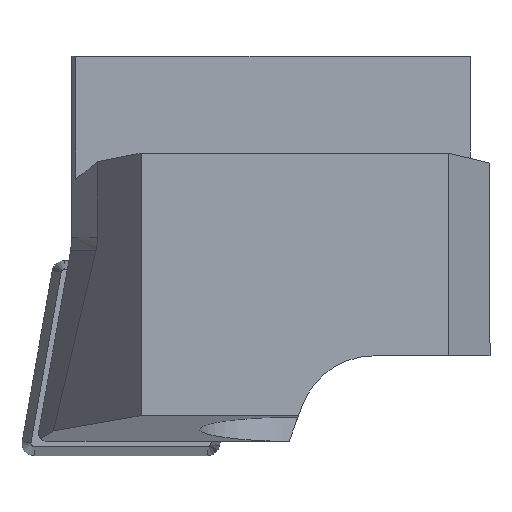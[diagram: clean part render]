
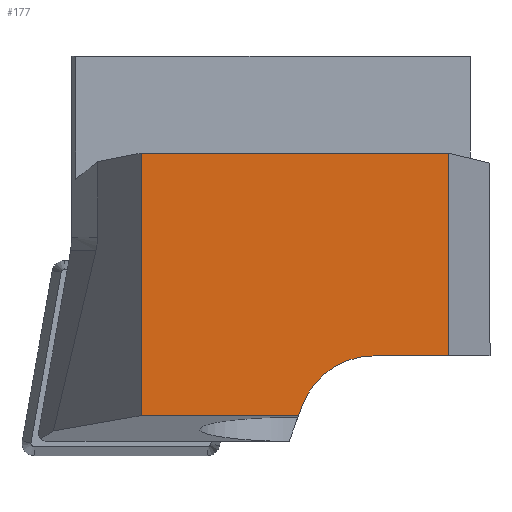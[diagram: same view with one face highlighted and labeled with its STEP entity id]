
A CAD part, front view. The second image highlights one B-rep face of the part: STEP entity #177.
In plain terms, the highlighted planar face has unit normal (0, -1, 0).
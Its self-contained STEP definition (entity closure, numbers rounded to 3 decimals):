
#145=CIRCLE('',#1075,5.);
#177=ADVANCED_FACE('',(#261),#228,.F.);
#228=PLANE('',#1076);
#261=FACE_OUTER_BOUND('',#302,.T.);
#302=EDGE_LOOP('',(#403,#404,#405,#406,#407,#408,#409));
#403=ORIENTED_EDGE('',*,*,#732,.F.);
#404=ORIENTED_EDGE('',*,*,#733,.F.);
#405=ORIENTED_EDGE('',*,*,#714,.F.);
#406=ORIENTED_EDGE('',*,*,#734,.T.);
#407=ORIENTED_EDGE('',*,*,#735,.T.);
#408=ORIENTED_EDGE('',*,*,#736,.T.);
#409=ORIENTED_EDGE('',*,*,#737,.T.);
#627=VERTEX_POINT('',#1467);
#628=VERTEX_POINT('',#1469);
#640=VERTEX_POINT('',#1504);
#641=VERTEX_POINT('',#1505);
#642=VERTEX_POINT('',#1508);
#643=VERTEX_POINT('',#1510);
#644=VERTEX_POINT('',#1512);
#714=EDGE_CURVE('',#627,#628,#836,.T.);
#732=EDGE_CURVE('',#640,#641,#850,.T.);
#733=EDGE_CURVE('',#628,#640,#851,.T.);
#734=EDGE_CURVE('',#627,#642,#852,.T.);
#735=EDGE_CURVE('',#642,#643,#145,.T.);
#736=EDGE_CURVE('',#643,#644,#853,.T.);
#737=EDGE_CURVE('',#644,#641,#854,.T.);
#836=LINE('',#1468,#923);
#850=LINE('',#1503,#937);
#851=LINE('',#1506,#938);
#852=LINE('',#1507,#939);
#853=LINE('',#1511,#940);
#854=LINE('',#1513,#941);
#923=VECTOR('',#1180,1.);
#937=VECTOR('',#1212,1.);
#938=VECTOR('',#1213,1.);
#939=VECTOR('',#1214,1.);
#940=VECTOR('',#1217,1.);
#941=VECTOR('',#1218,1.);
#1075=AXIS2_PLACEMENT_3D('',#1509,#1215,#1216);
#1076=AXIS2_PLACEMENT_3D('',#1514,#1219,#1220);
#1180=DIRECTION('',(-1.,0.,0.));
#1212=DIRECTION('',(1.,0.,0.));
#1213=DIRECTION('',(0.,0.,1.));
#1214=DIRECTION('',(0.342,0.,0.94));
#1215=DIRECTION('',(0.,1.,0.));
#1216=DIRECTION('',(-1.,0.,0.));
#1217=DIRECTION('',(1.,0.,0.));
#1218=DIRECTION('',(0.,0.,1.));
#1219=DIRECTION('',(0.,1.,0.));
#1220=DIRECTION('',(0.,0.,-1.));
#1467=CARTESIAN_POINT('',(-12.416,-16.9,-15.387));
#1468=CARTESIAN_POINT('',(-31.,-16.9,-15.387));
#1469=CARTESIAN_POINT('',(-22.669,-16.9,-15.387));
#1503=CARTESIAN_POINT('',(-14.075,-16.9,1.701));
#1504=CARTESIAN_POINT('',(-22.669,-16.9,1.701));
#1505=CARTESIAN_POINT('',(-2.643,-16.9,1.701));
#1506=CARTESIAN_POINT('',(-22.669,-16.9,-18.6));
#1507=CARTESIAN_POINT('',(-14.017,-16.9,-19.785));
#1508=CARTESIAN_POINT('',(-12.198,-16.9,-14.79));
#1509=CARTESIAN_POINT('',(-7.5,-16.9,-16.5));
#1510=CARTESIAN_POINT('',(-7.5,-16.9,-11.5));
#1511=CARTESIAN_POINT('',(-7.5,-16.9,-11.5));
#1512=CARTESIAN_POINT('',(-2.643,-16.9,-11.5));
#1513=CARTESIAN_POINT('',(-2.643,-16.9,-18.6));
#1514=CARTESIAN_POINT('',(-31.,-16.9,-18.6));
